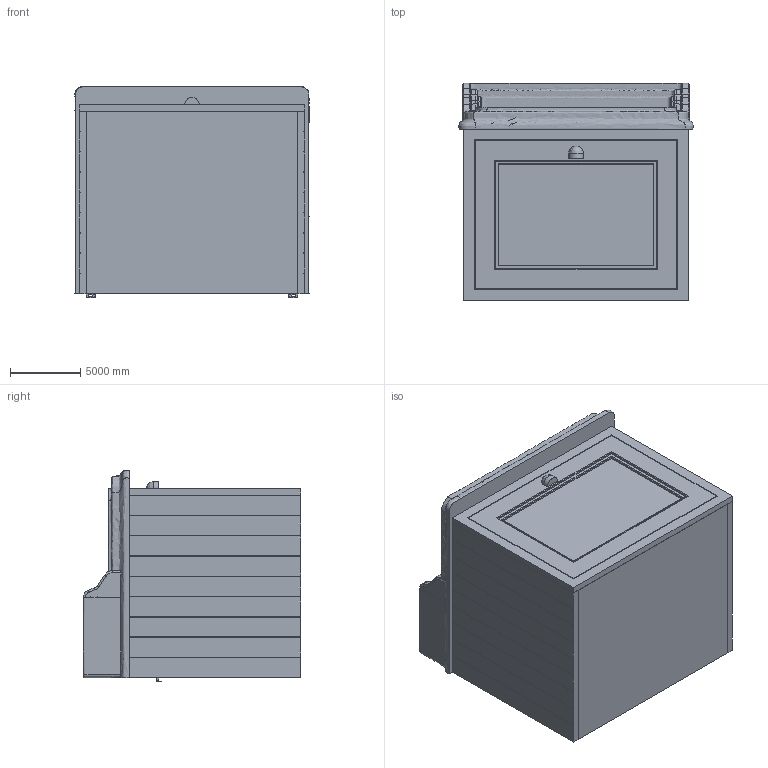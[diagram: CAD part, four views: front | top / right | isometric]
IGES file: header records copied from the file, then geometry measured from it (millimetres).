
Global section: file name: 90563; native system: AutoCAD 2016 - English; preprocessor: Autodesk Translation Framework DWG producer (atf_dwg_producer); organization: unknown; date: 20161027.164806; units: inch
Bounding box: 16676.53 x 15482.16 x 15049.79 mm (x, y, z)
Volume: 862958497259 mm3; surface area: 3230845817.5 mm2
Topology: 26 solids, 26 shells, 782 faces, 2070 edges, 1345 vertices
Faces by surface type: bspline 782
